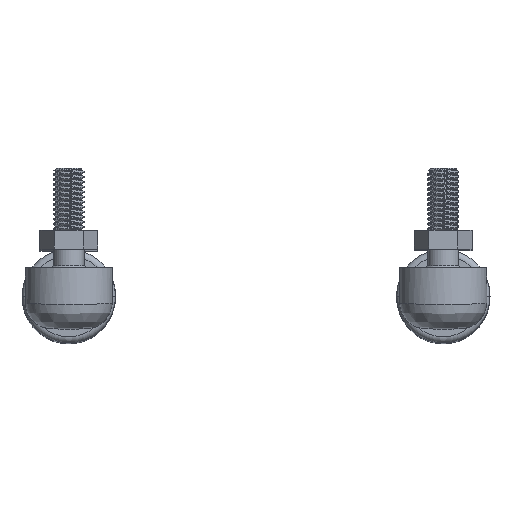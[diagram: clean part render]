
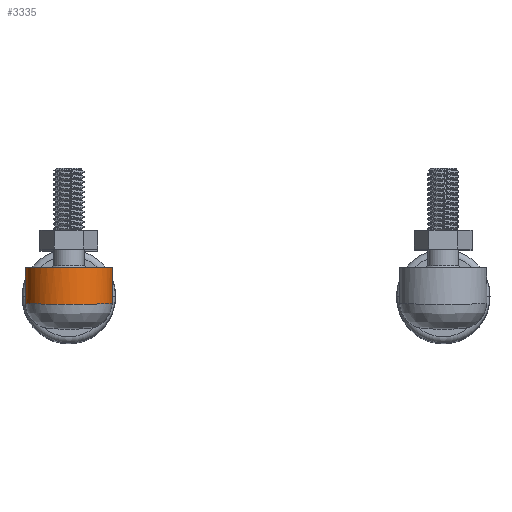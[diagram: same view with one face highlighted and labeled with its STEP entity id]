
A CAD part, top view. The second image highlights one B-rep face of the part: STEP entity #3335.
In plain terms, the highlighted cylindrical face has radius 7 mm (diameter 14 mm), a partial arc.
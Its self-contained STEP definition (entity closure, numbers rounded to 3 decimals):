
#243 = DIRECTION ( 'NONE',  ( 0., 0., 1. ) ) ;
#888 = CARTESIAN_POINT ( 'NONE',  ( 0., -5.719, 7. ) ) ;
#1341 = CARTESIAN_POINT ( 'NONE',  ( 0., -5.719, 7. ) ) ;
#1830 = ORIENTED_EDGE ( 'NONE', *, *, #20326, .F. ) ;
#2694 = CARTESIAN_POINT ( 'NONE',  ( 0., -10., 0. ) ) ;
#3021 = CARTESIAN_POINT ( 'NONE',  ( 0., -10., -7. ) ) ;
#3335 = ADVANCED_FACE ( 'NONE', ( #29137 ), #25143, .T. ) ;
#3885 = CARTESIAN_POINT ( 'NONE',  ( 0., -5.719, -7. ) ) ;
#3974 = EDGE_CURVE ( 'NONE', #31172, #4595, #27543, .T. ) ;
#4595 = VERTEX_POINT ( 'NONE', #22252 ) ;
#4682 = CARTESIAN_POINT ( 'NONE',  ( 0., 0., 0. ) ) ;
#5890 = ORIENTED_EDGE ( 'NONE', *, *, #20003, .F. ) ;
#6059 = VECTOR ( 'NONE', #32900, 1000. ) ;
#6787 = VECTOR ( 'NONE', #25794, 1000. ) ;
#6806 = EDGE_LOOP ( 'NONE', ( #1830, #17423, #16607, #5890 ) ) ;
#10609 = VERTEX_POINT ( 'NONE', #19815 ) ;
#12431 = CARTESIAN_POINT ( 'NONE',  ( 0., -10., 7. ) ) ;
#13582 =( BOUNDED_CURVE ( )  B_SPLINE_CURVE ( 3, ( #3885, #31697, #16415, #888 ),
 .UNSPECIFIED., .F., .F. ) 
 B_SPLINE_CURVE_WITH_KNOTS ( ( 4, 4 ),
 ( 1.571, 4.712 ),
 .UNSPECIFIED. ) 
 CURVE ( )  GEOMETRIC_REPRESENTATION_ITEM ( )  RATIONAL_B_SPLINE_CURVE ( ( 1., 0.333, 0.333, 1. ) ) 
 REPRESENTATION_ITEM ( '' )  );
#16301 = CIRCLE ( 'NONE', #30944, 7. ) ;
#16415 = CARTESIAN_POINT ( 'NONE',  ( -14., -5.957, 7. ) ) ;
#16607 = ORIENTED_EDGE ( 'NONE', *, *, #3974, .T. ) ;
#17118 = DIRECTION ( 'NONE',  ( 0., 1., 0. ) ) ;
#17423 = ORIENTED_EDGE ( 'NONE', *, *, #25484, .T. ) ;
#17888 = VERTEX_POINT ( 'NONE', #25214 ) ;
#19815 = CARTESIAN_POINT ( 'NONE',  ( 0., 0., -7. ) ) ;
#20003 = EDGE_CURVE ( 'NONE', #10609, #4595, #16301, .T. ) ;
#20326 = EDGE_CURVE ( 'NONE', #17888, #10609, #24268, .T. ) ;
#22252 = CARTESIAN_POINT ( 'NONE',  ( 0., 0., 7. ) ) ;
#23039 = DIRECTION ( 'NONE',  ( 0., 1., 0. ) ) ;
#24268 = LINE ( 'NONE', #3021, #6787 ) ;
#25143 = CYLINDRICAL_SURFACE ( 'NONE', #32753, 7. ) ;
#25214 = CARTESIAN_POINT ( 'NONE',  ( 0., -5.719, -7. ) ) ;
#25484 = EDGE_CURVE ( 'NONE', #17888, #31172, #13582, .T. ) ;
#25794 = DIRECTION ( 'NONE',  ( 0., 1., 0. ) ) ;
#27485 = DIRECTION ( 'NONE',  ( 0., 0., 1. ) ) ;
#27543 = LINE ( 'NONE', #12431, #6059 ) ;
#29137 = FACE_OUTER_BOUND ( 'NONE', #6806, .T. ) ;
#30944 = AXIS2_PLACEMENT_3D ( 'NONE', #4682, #17118, #27485 ) ;
#31172 = VERTEX_POINT ( 'NONE', #1341 ) ;
#31697 = CARTESIAN_POINT ( 'NONE',  ( -14., -5.957, -7. ) ) ;
#32753 = AXIS2_PLACEMENT_3D ( 'NONE', #2694, #23039, #243 ) ;
#32900 = DIRECTION ( 'NONE',  ( 0., 1., 0. ) ) ;
